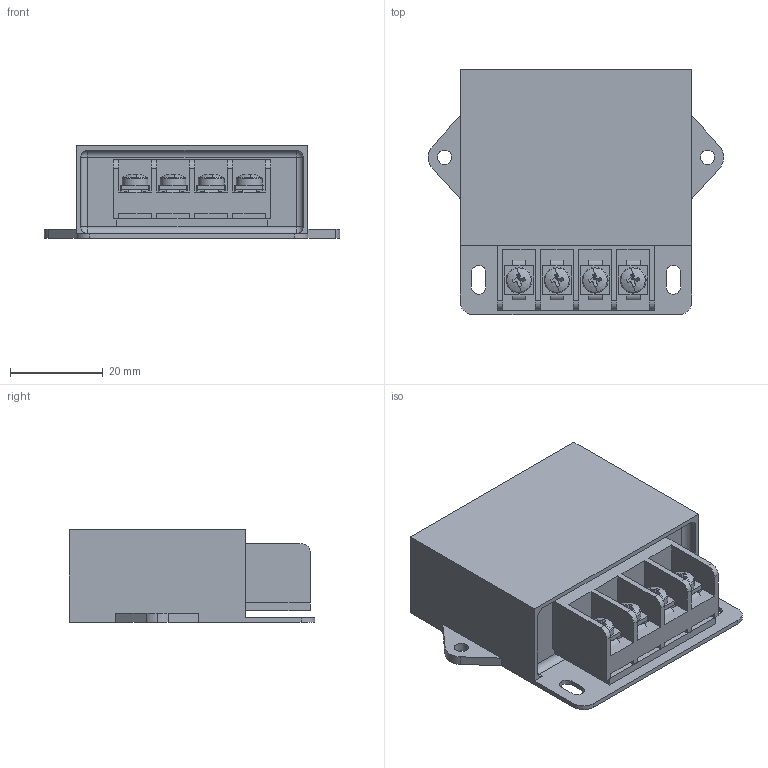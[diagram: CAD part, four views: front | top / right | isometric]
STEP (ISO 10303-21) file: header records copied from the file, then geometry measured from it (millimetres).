
FILE_DESCRIPTION (( 'STEP AP214' ), '1' );
FILE_NAME ('DC TO DC CONVERTER, 24V TO 5V, 5 AMPS, 25 WATTS, TOBSUN EA25-5V.STEP', '2017-09-02T05:51:18', ( '' ), ( '' ), 'SwSTEP 2.0', 'SolidWorks 2017', '' );
FILE_SCHEMA (( 'AUTOMOTIVE_DESIGN' ));
Length unit declared in the file: millimetre
Products named in the file (6): DC TO DC CONVERTER, 24V TO 5V, 5 AMPS, 25 WATTS, TOBSUN EA25-5V; TERMINAL BLOCK, DC TO DC CONVERTER, 24V TO 5V, 5 AMPS, 25 WATTS, TOBSUN EA25-5V; WIRE CLAMPING PLATE, DC TO DC CONVERTER, 24V TO 5V, 5 AMPS, 25 WATTS, TOBSUN EA25-5V; pan cross head_am_B18.6.7M - M3 x 0.5 x 4 Type I Cross Recessed PHMS --4N; TERMINAL PLATE, DC TO DC CONVERTER, 24V TO 5V, 5 AMPS, 25 WATTS, TOBSUN EA25-5V; MAIN BODY, DC TO DC CONVERTER, 24V TO 5V, 5 AMPS, 25 WATTS, TOBSUN EA25-5V
Assembly tree (14 placements, depth 2):
  DC TO DC CONVERTER, 24V TO 5V, 5 AMPS, 25 WATTS, TOBSUN EA25-5V
    MAIN BODY, DC TO DC CONVERTER, 24V TO 5V, 5 AMPS, 25 WATTS, TOBSUN EA25-5V
    TERMINAL BLOCK, DC TO DC CONVERTER, 24V TO 5V, 5 AMPS, 25 WATTS, TOBSUN EA25-5V
    TERMINAL PLATE, DC TO DC CONVERTER, 24V TO 5V, 5 AMPS, 25 WATTS, TOBSUN EA25-5V  x4
    WIRE CLAMPING PLATE, DC TO DC CONVERTER, 24V TO 5V, 5 AMPS, 25 WATTS, TOBSUN EA25-5V  x4
    pan cross head_am_B18.6.7M - M3 x 0.5 x 4 Type I Cross Recessed PHMS --4N  x4
Bounding box: 63.69 x 53 x 20 mm (x, y, z)
Volume: 42318.4 mm3; surface area: 15433.9 mm2
Topology: 15 solids, 15 shells, 372 faces, 902 edges, 560 vertices
Faces by surface type: plane 238, cylinder 114, sphere 12, torus 8
Entity records: 5675 total; most frequent: DIRECTION 942, CARTESIAN_POINT 902, ORIENTED_EDGE 872, EDGE_CURVE 436, AXIS2_PLACEMENT_3D 318, LINE 306, VECTOR 306, VERTEX_POINT 278
